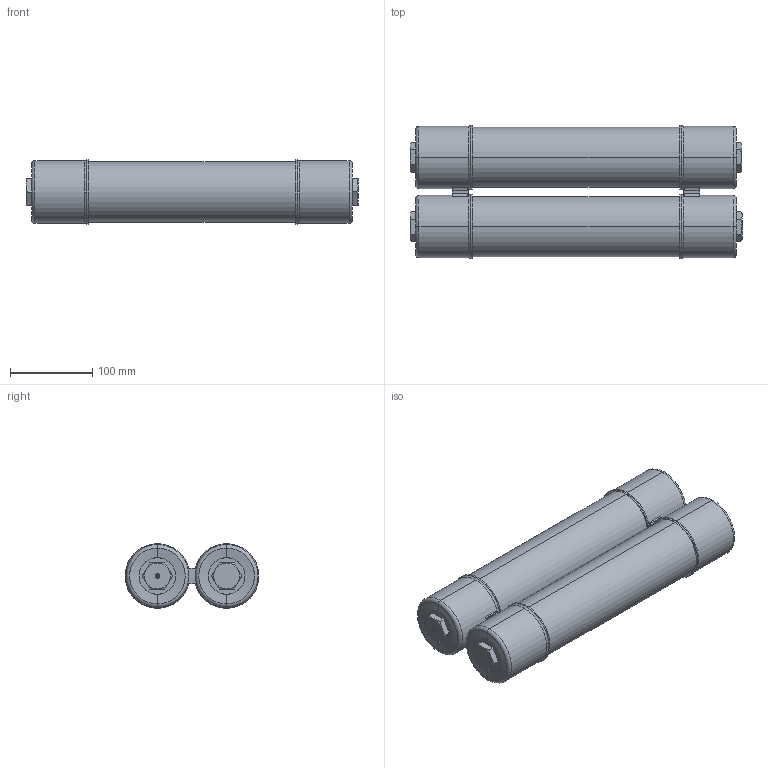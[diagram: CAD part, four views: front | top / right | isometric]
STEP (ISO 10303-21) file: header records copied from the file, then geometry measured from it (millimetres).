
FILE_DESCRIPTION (( 'STEP AP214' ), '1' );
FILE_NAME ('107154.STEP', '2024-06-14T19:37:50', ( '' ), ( '' ), 'SwSTEP 2.0', 'SolidWorks 2021', '' );
FILE_SCHEMA (( 'AUTOMOTIVE_DESIGN' ));
Length unit declared in the file: inch
Products named in the file (15): 130078_-003; 36016_11378; 330067_DEFAULT; 19909_19909; 150E RTV SEALER^340012; Copy of 919509943^360032; 9399_9399; 210008_-001; 340012_-001 SET; 107154; 13683_11378; 11378_CRIMPED; Copy of 979103557^360032; 360032; 360018_360018
Assembly tree (18 placements, depth 3):
  107154
    360018_360018  x2
      130078_-003
    360032  x2
      330067_DEFAULT
      19909_19909
      Copy of 919509943^360032
      Copy of 979103557^360032
    340012_-001 SET
      11378_CRIMPED
      210008_-001
      150E RTV SEALER^340012
    36016_11378
    13683_11378  x2
    9399_9399
Bounding box: 403.91 x 162.86 x 78.74 mm (x, y, z)
Volume: 701371.5 mm3; surface area: 527694.1 mm2
Topology: 23 solids, 23 shells, 459 faces, 1080 edges, 679 vertices
Faces by surface type: plane 169, cylinder 150, cone 68, torus 66, sphere 6
Entity records: 8506 total; most frequent: CARTESIAN_POINT 1707, DIRECTION 1398, ORIENTED_EDGE 1212, EDGE_CURVE 606, AXIS2_PLACEMENT_3D 570, VERTEX_POINT 375, EDGE_LOOP 285, CIRCLE 280
